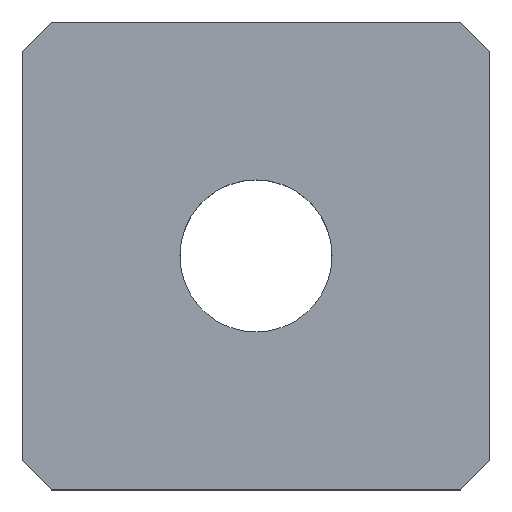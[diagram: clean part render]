
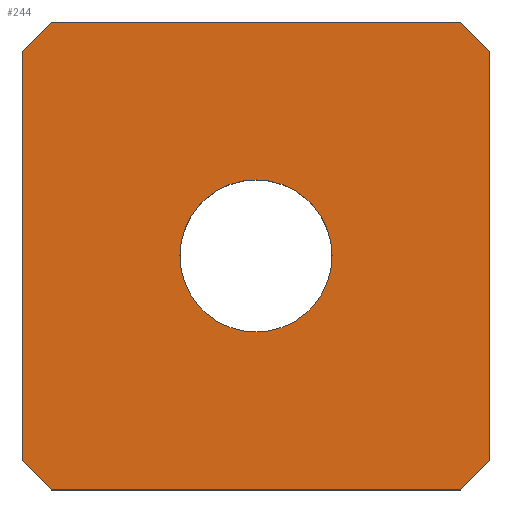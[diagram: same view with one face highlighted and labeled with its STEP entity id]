
A CAD part, top view. The second image highlights one B-rep face of the part: STEP entity #244.
In plain terms, the highlighted planar face has unit normal (0, 0, 1).
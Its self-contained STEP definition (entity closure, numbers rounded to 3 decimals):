
#1 = LINE ( 'NONE', #235, #388 ) ;
#3 = VERTEX_POINT ( 'NONE', #82 ) ;
#5 = DIRECTION ( 'NONE',  ( 0.707, -0.707, 0. ) ) ;
#6 = ORIENTED_EDGE ( 'NONE', *, *, #239, .T. ) ;
#7 = LINE ( 'NONE', #347, #267 ) ;
#9 = ORIENTED_EDGE ( 'NONE', *, *, #257, .T. ) ;
#20 = VERTEX_POINT ( 'NONE', #290 ) ;
#26 = CARTESIAN_POINT ( 'NONE',  ( 0., 0., 5. ) ) ;
#29 = DIRECTION ( 'NONE',  ( 0., -1., 0. ) ) ;
#31 = CARTESIAN_POINT ( 'NONE',  ( -20., -20., 5. ) ) ;
#32 = CIRCLE ( 'NONE', #221, 6.5 ) ;
#38 = VERTEX_POINT ( 'NONE', #206 ) ;
#49 = VERTEX_POINT ( 'NONE', #325 ) ;
#50 = AXIS2_PLACEMENT_3D ( 'NONE', #26, #213, #303 ) ;
#56 = CARTESIAN_POINT ( 'NONE',  ( 0., 0., 5. ) ) ;
#68 = LINE ( 'NONE', #191, #71 ) ;
#71 = VECTOR ( 'NONE', #5, 1000. ) ;
#77 = DIRECTION ( 'NONE',  ( 0., 0., 1. ) ) ;
#80 = AXIS2_PLACEMENT_3D ( 'NONE', #387, #338, #367 ) ;
#82 = CARTESIAN_POINT ( 'NONE',  ( -17.5, -20., 5. ) ) ;
#84 = ORIENTED_EDGE ( 'NONE', *, *, #129, .T. ) ;
#89 = CARTESIAN_POINT ( 'NONE',  ( -20., 20., 5. ) ) ;
#93 = CIRCLE ( 'NONE', #80, 6.5 ) ;
#96 = LINE ( 'NONE', #31, #192 ) ;
#99 = DIRECTION ( 'NONE',  ( 0., 1., 0. ) ) ;
#106 = DIRECTION ( 'NONE',  ( 1., 0., 0. ) ) ;
#117 = EDGE_CURVE ( 'NONE', #315, #38, #32, .T. ) ;
#123 = EDGE_CURVE ( 'NONE', #305, #49, #171, .T. ) ;
#124 = CARTESIAN_POINT ( 'NONE',  ( 17.5, -20., 5. ) ) ;
#125 = ORIENTED_EDGE ( 'NONE', *, *, #366, .T. ) ;
#128 = CARTESIAN_POINT ( 'NONE',  ( 6.5, 0., 5. ) ) ;
#129 = EDGE_CURVE ( 'NONE', #170, #187, #360, .T. ) ;
#140 = CARTESIAN_POINT ( 'NONE',  ( 17.5, 20., 5. ) ) ;
#151 = DIRECTION ( 'NONE',  ( -1., 0., 0. ) ) ;
#152 = VECTOR ( 'NONE', #359, 1000. ) ;
#157 = ORIENTED_EDGE ( 'NONE', *, *, #340, .T. ) ;
#170 = VERTEX_POINT ( 'NONE', #356 ) ;
#171 = LINE ( 'NONE', #233, #304 ) ;
#176 = DIRECTION ( 'NONE',  ( 1., 0., 0. ) ) ;
#184 = VECTOR ( 'NONE', #314, 1000. ) ;
#187 = VERTEX_POINT ( 'NONE', #389 ) ;
#191 = CARTESIAN_POINT ( 'NONE',  ( -17.5, -20., 5. ) ) ;
#192 = VECTOR ( 'NONE', #176, 1000. ) ;
#196 = VERTEX_POINT ( 'NONE', #211 ) ;
#200 = DIRECTION ( 'NONE',  ( 0.707, 0.707, 0. ) ) ;
#206 = CARTESIAN_POINT ( 'NONE',  ( -6.5, 0., 5. ) ) ;
#211 = CARTESIAN_POINT ( 'NONE',  ( -17.5, 20., 5. ) ) ;
#213 = DIRECTION ( 'NONE',  ( 0., 0., -1. ) ) ;
#215 = FACE_BOUND ( 'NONE', #247, .T. ) ;
#221 = AXIS2_PLACEMENT_3D ( 'NONE', #56, #77, #106 ) ;
#233 = CARTESIAN_POINT ( 'NONE',  ( 20., -17.5, 5. ) ) ;
#235 = CARTESIAN_POINT ( 'NONE',  ( -20., -20., 5. ) ) ;
#239 = EDGE_CURVE ( 'NONE', #20, #262, #1, .T. ) ;
#241 = LINE ( 'NONE', #89, #246 ) ;
#242 = ORIENTED_EDGE ( 'NONE', *, *, #330, .T. ) ;
#243 = LINE ( 'NONE', #310, #184 ) ;
#244 = ADVANCED_FACE ( 'NONE', ( #391, #215 ), #337, .F. ) ;
#246 = VECTOR ( 'NONE', #151, 1000. ) ;
#247 = EDGE_LOOP ( 'NONE', ( #286, #312 ) ) ;
#257 = EDGE_CURVE ( 'NONE', #187, #196, #241, .T. ) ;
#262 = VERTEX_POINT ( 'NONE', #271 ) ;
#265 = EDGE_CURVE ( 'NONE', #38, #315, #93, .T. ) ;
#267 = VECTOR ( 'NONE', #99, 1000. ) ;
#270 = EDGE_CURVE ( 'NONE', #3, #305, #96, .T. ) ;
#271 = CARTESIAN_POINT ( 'NONE',  ( -20., -17.5, 5. ) ) ;
#282 = EDGE_LOOP ( 'NONE', ( #6, #157, #343, #342, #242, #84, #9, #125 ) ) ;
#286 = ORIENTED_EDGE ( 'NONE', *, *, #265, .F. ) ;
#290 = CARTESIAN_POINT ( 'NONE',  ( -20., 17.5, 5. ) ) ;
#303 = DIRECTION ( 'NONE',  ( -1., 0., 0. ) ) ;
#304 = VECTOR ( 'NONE', #200, 1000. ) ;
#305 = VERTEX_POINT ( 'NONE', #124 ) ;
#310 = CARTESIAN_POINT ( 'NONE',  ( -20., 17.5, 5. ) ) ;
#312 = ORIENTED_EDGE ( 'NONE', *, *, #117, .F. ) ;
#314 = DIRECTION ( 'NONE',  ( -0.707, -0.707, 0. ) ) ;
#315 = VERTEX_POINT ( 'NONE', #128 ) ;
#325 = CARTESIAN_POINT ( 'NONE',  ( 20., -17.5, 5. ) ) ;
#330 = EDGE_CURVE ( 'NONE', #49, #170, #7, .T. ) ;
#337 = PLANE ( 'NONE',  #50 ) ;
#338 = DIRECTION ( 'NONE',  ( 0., 0., 1. ) ) ;
#340 = EDGE_CURVE ( 'NONE', #262, #3, #68, .T. ) ;
#342 = ORIENTED_EDGE ( 'NONE', *, *, #123, .T. ) ;
#343 = ORIENTED_EDGE ( 'NONE', *, *, #270, .T. ) ;
#347 = CARTESIAN_POINT ( 'NONE',  ( 20., -20., 5. ) ) ;
#356 = CARTESIAN_POINT ( 'NONE',  ( 20., 17.5, 5. ) ) ;
#359 = DIRECTION ( 'NONE',  ( -0.707, 0.707, 0. ) ) ;
#360 = LINE ( 'NONE', #140, #152 ) ;
#366 = EDGE_CURVE ( 'NONE', #196, #20, #243, .T. ) ;
#367 = DIRECTION ( 'NONE',  ( 1., 0., 0. ) ) ;
#387 = CARTESIAN_POINT ( 'NONE',  ( 0., 0., 5. ) ) ;
#388 = VECTOR ( 'NONE', #29, 1000. ) ;
#389 = CARTESIAN_POINT ( 'NONE',  ( 17.5, 20., 5. ) ) ;
#391 = FACE_OUTER_BOUND ( 'NONE', #282, .T. ) ;
